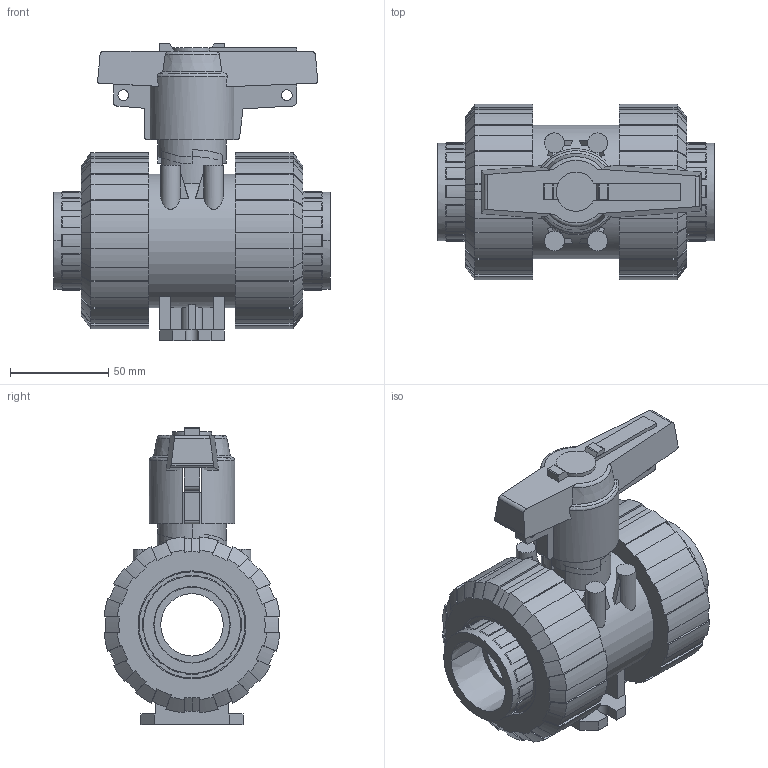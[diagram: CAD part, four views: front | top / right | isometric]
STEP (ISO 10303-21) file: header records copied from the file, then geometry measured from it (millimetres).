
FILE_DESCRIPTION(('STEP AP214'),'1');
FILE_NAME('cctmp_9A4018F0-999B-4766-A2B8-BB1E72EFC8B5_2021_10_21_12_35_12_0532..stp','2021-10-21T10:35:12',('Praher Valves GmbH'),('CADClick - www.CADClick.com'),'Spatial InterOp 3D',' ','unknown authorization');
FILE_SCHEMA(('AUTOMOTIVE_DESIGN'));
Length unit declared in the file: millimetre
Products named in the file (7): cc_unnamed; 124095_5; 124095_4; 124095_3; 124095_2; 124095_1; 124095
Assembly tree (6 placements, depth 2):
  cc_unnamed
    124095_5
    124095_4
    124095_3
    124095_2
    124095_1
    124095
Bounding box: 141 x 89.64 x 151.77 mm (x, y, z)
Volume: 627686.5 mm3; surface area: 141805.6 mm2
Topology: 6 solids, 6 shells, 584 faces, 1684 edges, 1122 vertices
Faces by surface type: plane 286, cylinder 170, cone 120, torus 8
Entity records: 24769 total; most frequent: CARTESIAN_POINT 4596, ORIENTED_EDGE 3368, DIRECTION 3186, EDGE_CURVE 1684, AXIS2_PLACEMENT_3D 1165, VERTEX_POINT 1122, LINE 856, VECTOR 856
